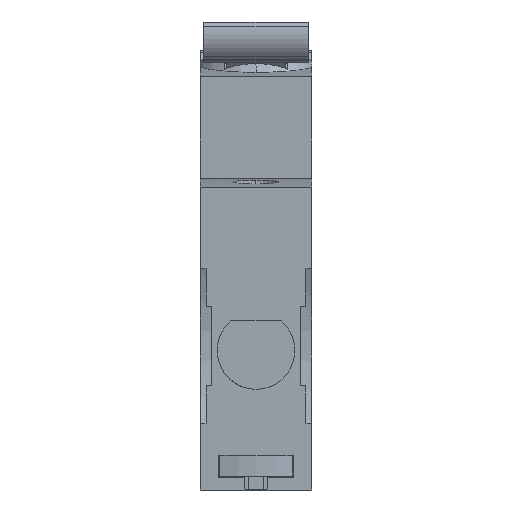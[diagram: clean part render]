
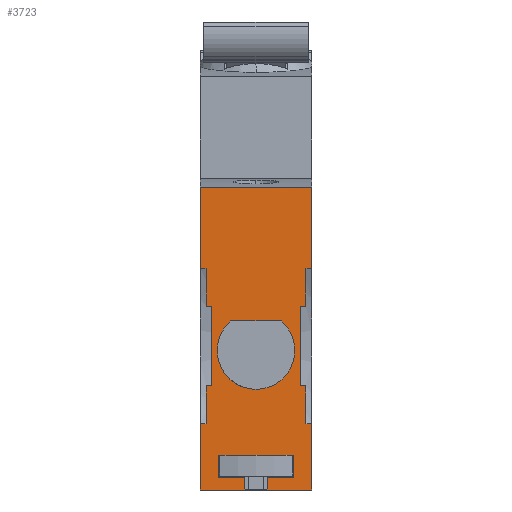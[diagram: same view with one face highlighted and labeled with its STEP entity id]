
A CAD part, front view. The second image highlights one B-rep face of the part: STEP entity #3723.
In plain terms, the highlighted planar face has unit normal (0, -1, 0).
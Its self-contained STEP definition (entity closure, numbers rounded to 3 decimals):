
#56=DIRECTION('',(0.,0.,-1.));
#57=VECTOR('',#56,12.871);
#58=CARTESIAN_POINT('',(-8.85,-42.419,10.285));
#59=LINE('',#58,#57);
#69=DIRECTION('',(0.,0.,-1.));
#70=VECTOR('',#69,10.5);
#71=CARTESIAN_POINT('',(-8.85,-42.419,-27.187));
#72=LINE('',#71,#70);
#622=DIRECTION('',(-1.,0.,0.));
#623=VECTOR('',#622,17.7);
#624=CARTESIAN_POINT('',(8.85,-42.419,10.285));
#625=LINE('',#624,#623);
#626=DIRECTION('',(0.,0.,-1.));
#627=VECTOR('',#626,12.871);
#628=CARTESIAN_POINT('',(8.85,-42.419,10.285));
#629=LINE('',#628,#627);
#630=DIRECTION('',(-1.,0.,0.));
#631=VECTOR('',#630,0.95);
#632=CARTESIAN_POINT('',(8.85,-42.419,-2.587));
#633=LINE('',#632,#631);
#634=DIRECTION('',(0.,0.,-1.));
#635=VECTOR('',#634,6.);
#636=CARTESIAN_POINT('',(7.9,-42.419,-2.587));
#637=LINE('',#636,#635);
#638=DIRECTION('',(-1.,0.,0.));
#639=VECTOR('',#638,0.9);
#640=CARTESIAN_POINT('',(7.9,-42.419,-8.587));
#641=LINE('',#640,#639);
#642=DIRECTION('',(0.,0.,-1.));
#643=VECTOR('',#642,12.6);
#644=CARTESIAN_POINT('',(7.,-42.419,-8.587));
#645=LINE('',#644,#643);
#646=DIRECTION('',(0.,0.,-1.));
#647=VECTOR('',#646,6.);
#648=CARTESIAN_POINT('',(7.9,-42.419,-21.187));
#649=LINE('',#648,#647);
#650=DIRECTION('',(0.,0.,-1.));
#651=VECTOR('',#650,10.5);
#652=CARTESIAN_POINT('',(8.85,-42.419,-27.187));
#653=LINE('',#652,#651);
#654=DIRECTION('',(0.,0.,1.));
#655=VECTOR('',#654,2.);
#656=CARTESIAN_POINT('',(1.8,-42.419,-37.687));
#657=LINE('',#656,#655);
#658=DIRECTION('',(1.,0.,0.));
#659=VECTOR('',#658,4.2);
#660=CARTESIAN_POINT('',(1.8,-42.419,-35.687));
#661=LINE('',#660,#659);
#662=DIRECTION('',(0.,0.,-1.));
#663=VECTOR('',#662,3.5);
#664=CARTESIAN_POINT('',(-6.,-42.419,-32.187));
#665=LINE('',#664,#663);
#666=DIRECTION('',(1.,0.,0.));
#667=VECTOR('',#666,4.2);
#668=CARTESIAN_POINT('',(-6.,-42.419,-35.687));
#669=LINE('',#668,#667);
#670=DIRECTION('',(1.,0.,0.));
#671=VECTOR('',#670,0.95);
#672=CARTESIAN_POINT('',(-8.85,-42.419,-27.187));
#673=LINE('',#672,#671);
#674=DIRECTION('',(1.,0.,0.));
#675=VECTOR('',#674,0.9);
#676=CARTESIAN_POINT('',(-7.9,-42.419,-21.187));
#677=LINE('',#676,#675);
#678=CARTESIAN_POINT('',(0.,-42.419,
-15.587));
#679=DIRECTION('',(0.,-1.,0.));
#680=DIRECTION('',(-0.645,0.,0.764));
#681=AXIS2_PLACEMENT_3D('',#678,#679,#680);
#683=CARTESIAN_POINT('',(0.,-42.419,
-15.587));
#684=DIRECTION('',(0.,-1.,0.));
#685=DIRECTION('',(0.,0.,-1.));
#686=AXIS2_PLACEMENT_3D('',#683,#684,#685);
#701=DIRECTION('',(0.,0.,-1.));
#702=VECTOR('',#701,12.6);
#703=CARTESIAN_POINT('',(-7.,-42.419,-8.587));
#704=LINE('',#703,#702);
#709=DIRECTION('',(0.,0.,-1.));
#710=VECTOR('',#709,6.);
#711=CARTESIAN_POINT('',(-7.9,-42.419,-21.187));
#712=LINE('',#711,#710);
#755=DIRECTION('',(0.,0.,-1.));
#756=VECTOR('',#755,6.);
#757=CARTESIAN_POINT('',(-7.9,-42.419,-2.587));
#758=LINE('',#757,#756);
#759=DIRECTION('',(1.,0.,0.));
#760=VECTOR('',#759,0.9);
#761=CARTESIAN_POINT('',(-7.9,-42.419,-8.587));
#762=LINE('',#761,#760);
#763=DIRECTION('',(1.,0.,0.));
#764=VECTOR('',#763,0.95);
#765=CARTESIAN_POINT('',(-8.85,-42.419,-2.587));
#766=LINE('',#765,#764);
#800=DIRECTION('',(-1.,0.,0.));
#801=VECTOR('',#800,0.9);
#802=CARTESIAN_POINT('',(7.9,-42.419,-21.187));
#803=LINE('',#802,#801);
#826=DIRECTION('',(-1.,0.,0.));
#827=VECTOR('',#826,0.95);
#828=CARTESIAN_POINT('',(8.85,-42.419,-27.187));
#829=LINE('',#828,#827);
#842=DIRECTION('',(1.,0.,0.));
#843=VECTOR('',#842,7.05);
#844=CARTESIAN_POINT('',(1.8,-42.419,-37.687));
#845=LINE('',#844,#843);
#942=DIRECTION('',(1.,0.,0.));
#943=VECTOR('',#942,12.);
#944=CARTESIAN_POINT('',(-6.,-42.419,-32.187));
#945=LINE('',#944,#943);
#998=DIRECTION('',(0.,0.,-1.));
#999=VECTOR('',#998,3.5);
#1000=CARTESIAN_POINT('',(6.,-42.419,-32.187));
#1001=LINE('',#1000,#999);
#1889=DIRECTION('',(1.,0.,0.));
#1890=VECTOR('',#1889,7.05);
#1891=CARTESIAN_POINT('',(-8.85,-42.419,-37.687));
#1892=LINE('',#1891,#1890);
#1897=DIRECTION('',(0.,0.,1.));
#1898=VECTOR('',#1897,2.);
#1899=CARTESIAN_POINT('',(-1.8,-42.419,-37.687));
#1900=LINE('',#1899,#1898);
#1917=DIRECTION('',(1.,0.,0.));
#1918=VECTOR('',#1917,7.931);
#1919=CARTESIAN_POINT('',(-3.965,-42.419,
-10.887));
#1920=LINE('',#1919,#1918);
#2376=CARTESIAN_POINT('',(-8.85,-42.419,10.285));
#2377=VERTEX_POINT('',#2376);
#2378=CARTESIAN_POINT('',(-8.85,-42.419,-2.587));
#2379=VERTEX_POINT('',#2378);
#2384=CARTESIAN_POINT('',(-8.85,-42.419,-27.187));
#2385=VERTEX_POINT('',#2384);
#2386=CARTESIAN_POINT('',(-8.85,-42.419,-37.687));
#2387=VERTEX_POINT('',#2386);
#2500=CARTESIAN_POINT('',(8.85,-42.419,-37.687));
#2501=VERTEX_POINT('',#2500);
#2502=CARTESIAN_POINT('',(8.85,-42.419,-27.187));
#2503=VERTEX_POINT('',#2502);
#2508=CARTESIAN_POINT('',(8.85,-42.419,-2.587));
#2509=VERTEX_POINT('',#2508);
#2510=CARTESIAN_POINT('',(8.85,-42.419,10.285));
#2511=VERTEX_POINT('',#2510);
#2595=CARTESIAN_POINT('',(-7.,-42.419,-8.587));
#2596=CARTESIAN_POINT('',(-7.,-42.419,-21.187));
#2597=VERTEX_POINT('',#2595);
#2598=VERTEX_POINT('',#2596);
#2599=CARTESIAN_POINT('',(-7.9,-42.419,-8.587));
#2600=VERTEX_POINT('',#2599);
#2601=CARTESIAN_POINT('',(-7.9,-42.419,-2.587));
#2602=VERTEX_POINT('',#2601);
#2603=CARTESIAN_POINT('',(7.9,-42.419,-2.587));
#2604=VERTEX_POINT('',#2603);
#2605=CARTESIAN_POINT('',(7.9,-42.419,-8.587));
#2606=VERTEX_POINT('',#2605);
#2607=CARTESIAN_POINT('',(7.,-42.419,-8.587));
#2608=VERTEX_POINT('',#2607);
#2609=CARTESIAN_POINT('',(7.,-42.419,-21.187));
#2610=VERTEX_POINT('',#2609);
#2611=CARTESIAN_POINT('',(7.9,-42.419,-21.187));
#2612=VERTEX_POINT('',#2611);
#2613=CARTESIAN_POINT('',(7.9,-42.419,-27.187));
#2614=VERTEX_POINT('',#2613);
#2615=CARTESIAN_POINT('',(1.8,-42.419,-37.687));
#2616=VERTEX_POINT('',#2615);
#2617=CARTESIAN_POINT('',(1.8,-42.419,-35.687));
#2618=VERTEX_POINT('',#2617);
#2619=CARTESIAN_POINT('',(6.,-42.419,-35.687));
#2620=VERTEX_POINT('',#2619);
#2621=CARTESIAN_POINT('',(6.,-42.419,-32.187));
#2622=VERTEX_POINT('',#2621);
#2623=CARTESIAN_POINT('',(-6.,-42.419,-32.187));
#2624=VERTEX_POINT('',#2623);
#2625=CARTESIAN_POINT('',(-6.,-42.419,-35.687));
#2626=VERTEX_POINT('',#2625);
#2627=CARTESIAN_POINT('',(-1.8,-42.419,-35.687));
#2628=VERTEX_POINT('',#2627);
#2629=CARTESIAN_POINT('',(-1.8,-42.419,-37.687));
#2630=VERTEX_POINT('',#2629);
#2631=CARTESIAN_POINT('',(-7.9,-42.419,-27.187));
#2632=VERTEX_POINT('',#2631);
#2633=CARTESIAN_POINT('',(-7.9,-42.419,-21.187));
#2634=VERTEX_POINT('',#2633);
#2635=CARTESIAN_POINT('',(-3.965,-42.419,
-10.887));
#2636=CARTESIAN_POINT('',(0.,-42.419,
-21.736));
#2637=VERTEX_POINT('',#2635);
#2638=VERTEX_POINT('',#2636);
#2639=CARTESIAN_POINT('',(3.965,-42.419,
-10.887));
#2640=VERTEX_POINT('',#2639);
#3657=CARTESIAN_POINT('',(-8.85,-42.419,10.285));
#3658=DIRECTION('',(0.,-1.,0.));
#3659=DIRECTION('',(0.,0.,-1.));
#3660=AXIS2_PLACEMENT_3D('',#3657,#3658,#3659);
#3661=PLANE('',#3660);
#3663=ORIENTED_EDGE('',*,*,#3662,.F.);
#3665=ORIENTED_EDGE('',*,*,#3664,.F.);
#3667=ORIENTED_EDGE('',*,*,#3666,.F.);
#3669=ORIENTED_EDGE('',*,*,#3668,.F.);
#3670=ORIENTED_EDGE('',*,*,#3090,.F.);
#3671=ORIENTED_EDGE('',*,*,#3646,.F.);
#3672=ORIENTED_EDGE('',*,*,#3269,.T.);
#3674=ORIENTED_EDGE('',*,*,#3673,.T.);
#3676=ORIENTED_EDGE('',*,*,#3675,.T.);
#3678=ORIENTED_EDGE('',*,*,#3677,.T.);
#3680=ORIENTED_EDGE('',*,*,#3679,.T.);
#3682=ORIENTED_EDGE('',*,*,#3681,.F.);
#3684=ORIENTED_EDGE('',*,*,#3683,.T.);
#3686=ORIENTED_EDGE('',*,*,#3685,.F.);
#3687=ORIENTED_EDGE('',*,*,#3261,.T.);
#3689=ORIENTED_EDGE('',*,*,#3688,.F.);
#3691=ORIENTED_EDGE('',*,*,#3690,.T.);
#3693=ORIENTED_EDGE('',*,*,#3692,.T.);
#3695=ORIENTED_EDGE('',*,*,#3694,.F.);
#3697=ORIENTED_EDGE('',*,*,#3696,.F.);
#3699=ORIENTED_EDGE('',*,*,#3698,.T.);
#3701=ORIENTED_EDGE('',*,*,#3700,.T.);
#3703=ORIENTED_EDGE('',*,*,#3702,.F.);
#3705=ORIENTED_EDGE('',*,*,#3704,.F.);
#3706=ORIENTED_EDGE('',*,*,#3098,.F.);
#3708=ORIENTED_EDGE('',*,*,#3707,.T.);
#3710=ORIENTED_EDGE('',*,*,#3709,.F.);
#3712=ORIENTED_EDGE('',*,*,#3711,.T.);
#3713=EDGE_LOOP('',(#3663,#3665,#3667,#3669,#3670,#3671,#3672,#3674,#3676,#3678,
#3680,#3682,#3684,#3686,#3687,#3689,#3691,#3693,#3695,#3697,#3699,#3701,#3703,
#3705,#3706,#3708,#3710,#3712));
#3714=FACE_OUTER_BOUND('',#3713,.F.);
#3716=ORIENTED_EDGE('',*,*,#3715,.T.);
#3718=ORIENTED_EDGE('',*,*,#3717,.T.);
#3720=ORIENTED_EDGE('',*,*,#3719,.F.);
#3721=EDGE_LOOP('',(#3716,#3718,#3720));
#3722=FACE_BOUND('',#3721,.F.);
#3723=ADVANCED_FACE('',(#3714,#3722),#3661,.T.);
#682=CIRCLE('',#681,6.149);
#687=CIRCLE('',#686,6.149);
#3090=EDGE_CURVE('',#2377,#2379,#59,.T.);
#3098=EDGE_CURVE('',#2385,#2387,#72,.T.);
#3261=EDGE_CURVE('',#2503,#2501,#653,.T.);
#3269=EDGE_CURVE('',#2511,#2509,#629,.T.);
#3646=EDGE_CURVE('',#2511,#2377,#625,.T.);
#3662=EDGE_CURVE('',#2597,#2598,#704,.T.);
#3664=EDGE_CURVE('',#2600,#2597,#762,.T.);
#3666=EDGE_CURVE('',#2602,#2600,#758,.T.);
#3668=EDGE_CURVE('',#2379,#2602,#766,.T.);
#3673=EDGE_CURVE('',#2509,#2604,#633,.T.);
#3675=EDGE_CURVE('',#2604,#2606,#637,.T.);
#3677=EDGE_CURVE('',#2606,#2608,#641,.T.);
#3679=EDGE_CURVE('',#2608,#2610,#645,.T.);
#3681=EDGE_CURVE('',#2612,#2610,#803,.T.);
#3683=EDGE_CURVE('',#2612,#2614,#649,.T.);
#3685=EDGE_CURVE('',#2503,#2614,#829,.T.);
#3688=EDGE_CURVE('',#2616,#2501,#845,.T.);
#3690=EDGE_CURVE('',#2616,#2618,#657,.T.);
#3692=EDGE_CURVE('',#2618,#2620,#661,.T.);
#3694=EDGE_CURVE('',#2622,#2620,#1001,.T.);
#3696=EDGE_CURVE('',#2624,#2622,#945,.T.);
#3698=EDGE_CURVE('',#2624,#2626,#665,.T.);
#3700=EDGE_CURVE('',#2626,#2628,#669,.T.);
#3702=EDGE_CURVE('',#2630,#2628,#1900,.T.);
#3704=EDGE_CURVE('',#2387,#2630,#1892,.T.);
#3707=EDGE_CURVE('',#2385,#2632,#673,.T.);
#3709=EDGE_CURVE('',#2634,#2632,#712,.T.);
#3711=EDGE_CURVE('',#2634,#2598,#677,.T.);
#3715=EDGE_CURVE('',#2637,#2638,#682,.T.);
#3717=EDGE_CURVE('',#2638,#2640,#687,.T.);
#3719=EDGE_CURVE('',#2637,#2640,#1920,.T.);
